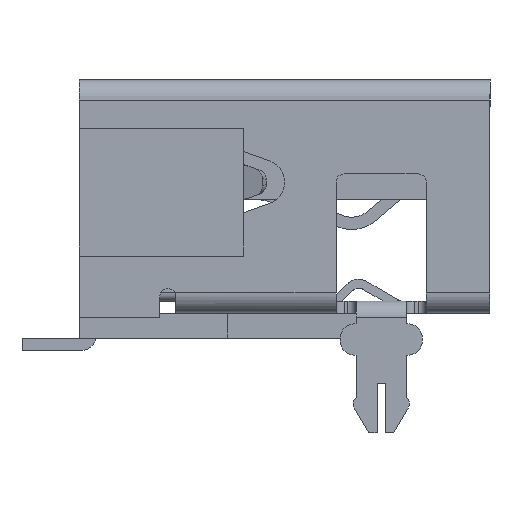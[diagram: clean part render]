
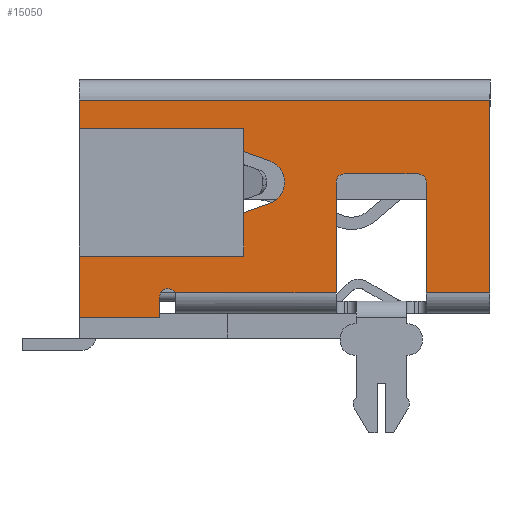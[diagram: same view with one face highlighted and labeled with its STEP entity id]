
A CAD part, left-side view. The second image highlights one B-rep face of the part: STEP entity #15050.
In plain terms, the highlighted planar face has unit normal (-1, 0, 0).
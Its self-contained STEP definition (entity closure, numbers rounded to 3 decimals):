
#377=CIRCLE('',#15756,0.55);
#487=CIRCLE('',#16098,0.2);
#488=CIRCLE('',#16099,0.2);
#489=CIRCLE('',#16100,0.2);
#490=CIRCLE('',#16101,0.15);
#491=CIRCLE('',#16102,0.15);
#492=CIRCLE('',#16103,0.15);
#493=CIRCLE('',#16104,0.15);
#706=FACE_BOUND('',#2085,.T.);
#1298=FACE_OUTER_BOUND('',#2084,.T.);
#2084=EDGE_LOOP('',(#11867,#11868,#11869,#11870,#11871,#11872,#11873,#11874,
#11875,#11876,#11877,#11878,#11879,#11880,#11881,#11882,#11883));
#2085=EDGE_LOOP('',(#11884,#11885,#11886,#11887,#11888,#11889,#11890,#11891,
#11892,#11893,#11894,#11895));
#3215=LINE('',#23100,#4816);
#3444=LINE('',#23747,#5045);
#3534=LINE('',#24021,#5135);
#3535=LINE('',#24023,#5136);
#3536=LINE('',#24024,#5137);
#3537=LINE('',#24026,#5138);
#3538=LINE('',#24028,#5139);
#3539=LINE('',#24029,#5140);
#3540=LINE('',#24031,#5141);
#3541=LINE('',#24033,#5142);
#3542=LINE('',#24037,#5143);
#3543=LINE('',#24039,#5144);
#3544=LINE('',#24043,#5145);
#3545=LINE('',#24046,#5146);
#3546=LINE('',#24049,#5147);
#3547=LINE('',#24053,#5148);
#3548=LINE('',#24056,#5149);
#3549=LINE('',#24058,#5150);
#3550=LINE('',#24062,#5151);
#3551=LINE('',#24066,#5152);
#3552=LINE('',#24067,#5153);
#4816=VECTOR('',#18086,1000.);
#5045=VECTOR('',#18633,1000.);
#5135=VECTOR('',#18967,1000.);
#5136=VECTOR('',#18968,1000.);
#5137=VECTOR('',#18969,1000.);
#5138=VECTOR('',#18970,1000.);
#5139=VECTOR('',#18971,1000.);
#5140=VECTOR('',#18972,1000.);
#5141=VECTOR('',#18973,1000.);
#5142=VECTOR('',#18974,1000.);
#5143=VECTOR('',#18977,1000.);
#5144=VECTOR('',#18978,1000.);
#5145=VECTOR('',#18981,1000.);
#5146=VECTOR('',#18984,1000.);
#5147=VECTOR('',#18985,1000.);
#5148=VECTOR('',#18988,1000.);
#5149=VECTOR('',#18991,1000.);
#5150=VECTOR('',#18992,1000.);
#5151=VECTOR('',#18995,1000.);
#5152=VECTOR('',#18998,1000.);
#5153=VECTOR('',#18999,1000.);
#6143=VERTEX_POINT('',#22493);
#6144=VERTEX_POINT('',#22494);
#6371=VERTEX_POINT('',#23097);
#6372=VERTEX_POINT('',#23099);
#6630=VERTEX_POINT('',#23745);
#6631=VERTEX_POINT('',#23746);
#6678=VERTEX_POINT('',#24019);
#6679=VERTEX_POINT('',#24020);
#6680=VERTEX_POINT('',#24022);
#6681=VERTEX_POINT('',#24025);
#6682=VERTEX_POINT('',#24027);
#6683=VERTEX_POINT('',#24030);
#6684=VERTEX_POINT('',#24032);
#6685=VERTEX_POINT('',#24034);
#6686=VERTEX_POINT('',#24036);
#6687=VERTEX_POINT('',#24038);
#6688=VERTEX_POINT('',#24040);
#6689=VERTEX_POINT('',#24042);
#6690=VERTEX_POINT('',#24044);
#6691=VERTEX_POINT('',#24047);
#6692=VERTEX_POINT('',#24048);
#6693=VERTEX_POINT('',#24050);
#6694=VERTEX_POINT('',#24052);
#6695=VERTEX_POINT('',#24054);
#6696=VERTEX_POINT('',#24057);
#6697=VERTEX_POINT('',#24059);
#6698=VERTEX_POINT('',#24061);
#6699=VERTEX_POINT('',#24063);
#6700=VERTEX_POINT('',#24065);
#7829=EDGE_CURVE('',#6143,#6144,#377,.T.);
#8057=EDGE_CURVE('',#6371,#6372,#3215,.T.);
#8394=EDGE_CURVE('',#6630,#6631,#3444,.T.);
#8518=EDGE_CURVE('',#6678,#6679,#3534,.T.);
#8519=EDGE_CURVE('',#6680,#6678,#3535,.T.);
#8520=EDGE_CURVE('',#6372,#6680,#3536,.T.);
#8521=EDGE_CURVE('',#6371,#6681,#3537,.T.);
#8522=EDGE_CURVE('',#6682,#6681,#3538,.T.);
#8523=EDGE_CURVE('',#6682,#6631,#3539,.T.);
#8524=EDGE_CURVE('',#6630,#6683,#3540,.T.);
#8525=EDGE_CURVE('',#6684,#6683,#3541,.T.);
#8526=EDGE_CURVE('',#6685,#6684,#487,.T.);
#8527=EDGE_CURVE('',#6686,#6685,#3542,.T.);
#8528=EDGE_CURVE('',#6686,#6687,#3543,.T.);
#8529=EDGE_CURVE('',#6688,#6687,#488,.T.);
#8530=EDGE_CURVE('',#6688,#6689,#3544,.T.);
#8531=EDGE_CURVE('',#6690,#6689,#489,.T.);
#8532=EDGE_CURVE('',#6690,#6679,#3545,.T.);
#8533=EDGE_CURVE('',#6691,#6692,#3546,.T.);
#8534=EDGE_CURVE('',#6693,#6691,#490,.T.);
#8535=EDGE_CURVE('',#6693,#6694,#3547,.T.);
#8536=EDGE_CURVE('',#6695,#6694,#491,.T.);
#8537=EDGE_CURVE('',#6695,#6144,#3548,.T.);
#8538=EDGE_CURVE('',#6143,#6696,#3549,.T.);
#8539=EDGE_CURVE('',#6697,#6696,#492,.T.);
#8540=EDGE_CURVE('',#6697,#6698,#3550,.T.);
#8541=EDGE_CURVE('',#6699,#6698,#493,.T.);
#8542=EDGE_CURVE('',#6700,#6699,#3551,.T.);
#8543=EDGE_CURVE('',#6692,#6700,#3552,.T.);
#11867=ORIENTED_EDGE('',*,*,#8518,.F.);
#11868=ORIENTED_EDGE('',*,*,#8519,.F.);
#11869=ORIENTED_EDGE('',*,*,#8520,.F.);
#11870=ORIENTED_EDGE('',*,*,#8057,.F.);
#11871=ORIENTED_EDGE('',*,*,#8521,.T.);
#11872=ORIENTED_EDGE('',*,*,#8522,.F.);
#11873=ORIENTED_EDGE('',*,*,#8523,.T.);
#11874=ORIENTED_EDGE('',*,*,#8394,.F.);
#11875=ORIENTED_EDGE('',*,*,#8524,.T.);
#11876=ORIENTED_EDGE('',*,*,#8525,.F.);
#11877=ORIENTED_EDGE('',*,*,#8526,.F.);
#11878=ORIENTED_EDGE('',*,*,#8527,.F.);
#11879=ORIENTED_EDGE('',*,*,#8528,.T.);
#11880=ORIENTED_EDGE('',*,*,#8529,.F.);
#11881=ORIENTED_EDGE('',*,*,#8530,.T.);
#11882=ORIENTED_EDGE('',*,*,#8531,.F.);
#11883=ORIENTED_EDGE('',*,*,#8532,.T.);
#11884=ORIENTED_EDGE('',*,*,#8533,.F.);
#11885=ORIENTED_EDGE('',*,*,#8534,.F.);
#11886=ORIENTED_EDGE('',*,*,#8535,.T.);
#11887=ORIENTED_EDGE('',*,*,#8536,.F.);
#11888=ORIENTED_EDGE('',*,*,#8537,.T.);
#11889=ORIENTED_EDGE('',*,*,#7829,.F.);
#11890=ORIENTED_EDGE('',*,*,#8538,.T.);
#11891=ORIENTED_EDGE('',*,*,#8539,.F.);
#11892=ORIENTED_EDGE('',*,*,#8540,.T.);
#11893=ORIENTED_EDGE('',*,*,#8541,.F.);
#11894=ORIENTED_EDGE('',*,*,#8542,.F.);
#11895=ORIENTED_EDGE('',*,*,#8543,.F.);
#13732=PLANE('',#16097);
#15050=ADVANCED_FACE('',(#1298,#706),#13732,.F.);
#15756=AXIS2_PLACEMENT_3D('',#22495,#17836,#17837);
#16097=AXIS2_PLACEMENT_3D('',#24018,#18965,#18966);
#16098=AXIS2_PLACEMENT_3D('',#24035,#18975,#18976);
#16099=AXIS2_PLACEMENT_3D('',#24041,#18979,#18980);
#16100=AXIS2_PLACEMENT_3D('',#24045,#18982,#18983);
#16101=AXIS2_PLACEMENT_3D('',#24051,#18986,#18987);
#16102=AXIS2_PLACEMENT_3D('',#24055,#18989,#18990);
#16103=AXIS2_PLACEMENT_3D('',#24060,#18993,#18994);
#16104=AXIS2_PLACEMENT_3D('',#24064,#18996,#18997);
#17836=DIRECTION('center_axis',(-1.,0.,0.));
#17837=DIRECTION('ref_axis',(0.,-1.,0.));
#18086=DIRECTION('',(0.,0.,1.));
#18633=DIRECTION('',(0.,0.,1.));
#18965=DIRECTION('center_axis',(1.,0.,0.));
#18966=DIRECTION('ref_axis',(0.,-1.,0.));
#18967=DIRECTION('',(0.,1.,0.));
#18968=DIRECTION('',(0.,0.,-1.));
#18969=DIRECTION('',(0.,-1.,0.));
#18970=DIRECTION('',(0.,-1.,0.));
#18971=DIRECTION('',(0.,0.,1.));
#18972=DIRECTION('',(0.,1.,0.));
#18973=DIRECTION('',(0.,-1.,0.));
#18974=DIRECTION('',(0.,0.,-1.));
#18975=DIRECTION('center_axis',(-1.,0.,0.));
#18976=DIRECTION('ref_axis',(0.,-1.,0.));
#18977=DIRECTION('',(0.,1.,0.));
#18978=DIRECTION('',(0.,0.,1.));
#18979=DIRECTION('center_axis',(-1.,0.,0.));
#18980=DIRECTION('ref_axis',(0.,-1.,0.));
#18981=DIRECTION('',(0.,-1.,0.));
#18982=DIRECTION('center_axis',(-1.,0.,0.));
#18983=DIRECTION('ref_axis',(0.,-1.,0.));
#18984=DIRECTION('',(0.,0.,-1.));
#18985=DIRECTION('',(0.,-0.94,-0.341));
#18986=DIRECTION('center_axis',(-1.,0.,0.));
#18987=DIRECTION('ref_axis',(0.,-1.,0.));
#18988=DIRECTION('',(0.,0.,1.));
#18989=DIRECTION('center_axis',(-1.,0.,0.));
#18990=DIRECTION('ref_axis',(0.,-1.,0.));
#18991=DIRECTION('',(0.,-0.94,-0.341));
#18992=DIRECTION('',(0.,0.94,-0.341));
#18993=DIRECTION('center_axis',(-1.,0.,0.));
#18994=DIRECTION('ref_axis',(0.,-1.,0.));
#18995=DIRECTION('',(0.,0.,1.));
#18996=DIRECTION('center_axis',(-1.,0.,0.));
#18997=DIRECTION('ref_axis',(0.,-1.,0.));
#18998=DIRECTION('',(0.,0.94,-0.341));
#18999=DIRECTION('',(0.,0.,-1.));
#22493=CARTESIAN_POINT('',(-6.6,-0.035,-0.167));
#22494=CARTESIAN_POINT('',(-6.6,-0.035,0.867));
#22495=CARTESIAN_POINT('Origin',(-6.6,0.152,0.35));
#23097=CARTESIAN_POINT('',(-6.6,4.6,1.65));
#23099=CARTESIAN_POINT('',(-6.6,4.6,2.35));
#23100=CARTESIAN_POINT('',(-6.6,4.6,-2.85));
#23745=CARTESIAN_POINT('',(-6.6,4.6,-2.95));
#23746=CARTESIAN_POINT('',(-6.6,4.6,-1.45));
#23747=CARTESIAN_POINT('',(-6.6,4.6,-2.85));
#24018=CARTESIAN_POINT('Origin',(-6.6,2.015,-0.65));
#24019=CARTESIAN_POINT('',(-6.6,-5.4,-2.35));
#24020=CARTESIAN_POINT('',(-6.6,-3.85,-2.35));
#24021=CARTESIAN_POINT('',(-6.6,-4.6,-2.35));
#24022=CARTESIAN_POINT('',(-6.6,-5.4,2.35));
#24023=CARTESIAN_POINT('',(-6.6,-5.4,2.35));
#24024=CARTESIAN_POINT('',(-6.6,-4.6,2.35));
#24025=CARTESIAN_POINT('',(-6.6,3.4,1.65));
#24026=CARTESIAN_POINT('',(-6.6,2.015,1.65));
#24027=CARTESIAN_POINT('',(-6.6,3.4,-1.45));
#24028=CARTESIAN_POINT('',(-6.6,3.4,-0.65));
#24029=CARTESIAN_POINT('',(-6.6,2.015,-1.45));
#24030=CARTESIAN_POINT('',(-6.6,2.65,-2.95));
#24031=CARTESIAN_POINT('',(-6.6,5.362,-2.95));
#24032=CARTESIAN_POINT('',(-6.6,2.65,-2.45));
#24033=CARTESIAN_POINT('',(-6.6,2.65,-2.25));
#24034=CARTESIAN_POINT('',(-6.6,2.277,-2.35));
#24035=CARTESIAN_POINT('Origin',(-6.6,2.45,-2.45));
#24036=CARTESIAN_POINT('',(-6.6,-1.65,-2.35));
#24037=CARTESIAN_POINT('',(-6.6,-4.6,-2.35));
#24038=CARTESIAN_POINT('',(-6.6,-1.65,0.35));
#24039=CARTESIAN_POINT('',(-6.6,-1.65,-2.85));
#24040=CARTESIAN_POINT('',(-6.6,-1.85,0.55));
#24041=CARTESIAN_POINT('Origin',(-6.6,-1.85,0.35));
#24042=CARTESIAN_POINT('',(-6.6,-3.65,0.55));
#24043=CARTESIAN_POINT('',(-6.6,-3.85,0.55));
#24044=CARTESIAN_POINT('',(-6.6,-3.85,0.35));
#24045=CARTESIAN_POINT('Origin',(-6.6,-3.65,0.35));
#24046=CARTESIAN_POINT('',(-6.6,-3.85,-2.85));
#24047=CARTESIAN_POINT('',(-6.6,2.179,1.35));
#24048=CARTESIAN_POINT('',(-6.6,2.103,1.323));
#24049=CARTESIAN_POINT('',(-6.6,2.215,1.363));
#24050=CARTESIAN_POINT('',(-6.6,2.215,1.447));
#24051=CARTESIAN_POINT('Origin',(-6.6,2.065,1.447));
#24052=CARTESIAN_POINT('',(-6.6,2.215,1.468));
#24053=CARTESIAN_POINT('',(-6.6,2.215,1.682));
#24054=CARTESIAN_POINT('',(-6.6,2.014,1.609));
#24055=CARTESIAN_POINT('Origin',(-6.6,2.065,1.468));
#24056=CARTESIAN_POINT('',(-6.6,-1.463,0.35));
#24057=CARTESIAN_POINT('',(-6.6,2.014,-0.909));
#24058=CARTESIAN_POINT('',(-6.6,2.215,-0.982));
#24059=CARTESIAN_POINT('',(-6.6,2.215,-0.768));
#24060=CARTESIAN_POINT('Origin',(-6.6,2.065,-0.768));
#24061=CARTESIAN_POINT('',(-6.6,2.215,-0.747));
#24062=CARTESIAN_POINT('',(-6.6,2.215,1.682));
#24063=CARTESIAN_POINT('',(-6.6,2.179,-0.65));
#24064=CARTESIAN_POINT('Origin',(-6.6,2.065,-0.747));
#24065=CARTESIAN_POINT('',(-6.6,2.103,-0.623));
#24066=CARTESIAN_POINT('',(-6.6,-0.509,0.324));
#24067=CARTESIAN_POINT('',(-6.6,2.103,-0.65));
